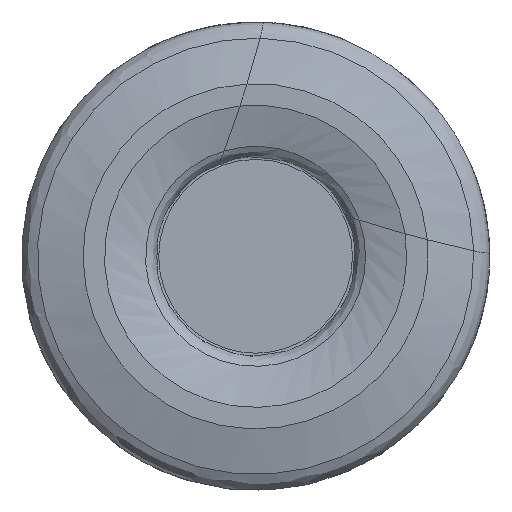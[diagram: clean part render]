
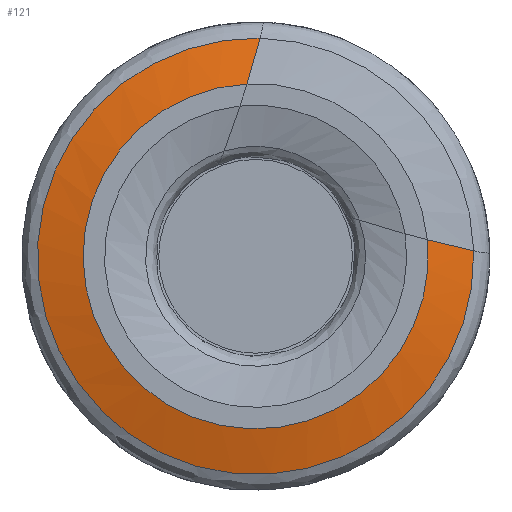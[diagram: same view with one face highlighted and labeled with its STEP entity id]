
A CAD part, left-side view. The second image highlights one B-rep face of the part: STEP entity #121.
In plain terms, the highlighted free-form (B-spline) face has degree [1, 3] with [2, 7] control points.
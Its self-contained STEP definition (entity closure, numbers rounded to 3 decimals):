
#121=ADVANCED_FACE('',(#186),#163,.F.);
#163=(
BOUNDED_SURFACE()
B_SPLINE_SURFACE(1,3,((#925,#926,#927,#928,#929,#930,#931),(#932,#933,#934,
#935,#936,#937,#938)),.UNSPECIFIED.,.F.,.F.,.F.)
B_SPLINE_SURFACE_WITH_KNOTS((2,2),(4,3,4),(0.,1.),(0.,0.5,1.),
 .UNSPECIFIED.)
GEOMETRIC_REPRESENTATION_ITEM()
RATIONAL_B_SPLINE_SURFACE(((1.,0.581,0.581,1.,0.581,
0.581,1.),(1.,0.581,0.581,1.,0.581,
0.581,1.)))
REPRESENTATION_ITEM('')
SURFACE()
);
#186=FACE_OUTER_BOUND('',#212,.T.);
#212=EDGE_LOOP('',(#338,#339,#340,#341));
#275=CIRCLE('',#600,12.88);
#276=CIRCLE('',#602,16.284);
#338=ORIENTED_EDGE('',*,*,#506,.F.);
#339=ORIENTED_EDGE('',*,*,#507,.T.);
#340=ORIENTED_EDGE('',*,*,#503,.T.);
#341=ORIENTED_EDGE('',*,*,#508,.T.);
#456=VERTEX_POINT('',#915);
#457=VERTEX_POINT('',#916);
#458=VERTEX_POINT('',#921);
#459=VERTEX_POINT('',#922);
#503=EDGE_CURVE('',#456,#457,#275,.T.);
#506=EDGE_CURVE('',#458,#459,#276,.T.);
#507=EDGE_CURVE('',#458,#456,#562,.T.);
#508=EDGE_CURVE('',#457,#459,#563,.T.);
#562=LINE('',#923,#580);
#563=LINE('',#924,#581);
#580=VECTOR('',#690,1.);
#581=VECTOR('',#691,1.);
#600=AXIS2_PLACEMENT_3D('',#914,#682,#683);
#602=AXIS2_PLACEMENT_3D('',#920,#688,#689);
#682=DIRECTION('',(1.,0.,0.));
#683=DIRECTION('',(0.,-0.995,0.096));
#688=DIRECTION('',(1.,0.,0.));
#689=DIRECTION('',(0.,-1.,0.026));
#690=DIRECTION('',(-0.24,0.945,0.223));
#691=DIRECTION('',(0.24,-0.266,0.934));
#914=CARTESIAN_POINT('',(0.,0.,0.));
#915=CARTESIAN_POINT('',(0.,-12.821,1.233));
#916=CARTESIAN_POINT('',(0.,0.64,12.864));
#920=CARTESIAN_POINT('',(0.879,0.,0.));
#921=CARTESIAN_POINT('',(0.879,-16.278,0.418));
#922=CARTESIAN_POINT('',(0.879,-0.333,16.28));
#923=CARTESIAN_POINT('',(0.,-12.821,1.233));
#924=CARTESIAN_POINT('',(0.,0.64,12.864));
#925=CARTESIAN_POINT('',(0.,-12.821,1.233));
#926=CARTESIAN_POINT('',(0.,-14.134,-12.415));
#927=CARTESIAN_POINT('',(0.,-1.953,-18.71));
#928=CARTESIAN_POINT('',(0.,8.421,-9.746));
#929=CARTESIAN_POINT('',(0.,18.796,-0.782));
#930=CARTESIAN_POINT('',(0.,14.334,12.183));
#931=CARTESIAN_POINT('',(0.,0.64,12.864));
#932=CARTESIAN_POINT('',(0.879,-16.278,0.418));
#933=CARTESIAN_POINT('',(0.879,-16.723,-16.91));
#934=CARTESIAN_POINT('',(0.879,-0.805,-23.769));
#935=CARTESIAN_POINT('',(0.879,11.484,-11.544));
#936=CARTESIAN_POINT('',(0.879,23.773,0.681));
#937=CARTESIAN_POINT('',(0.879,16.997,16.635));
#938=CARTESIAN_POINT('',(0.879,-0.333,16.28));
